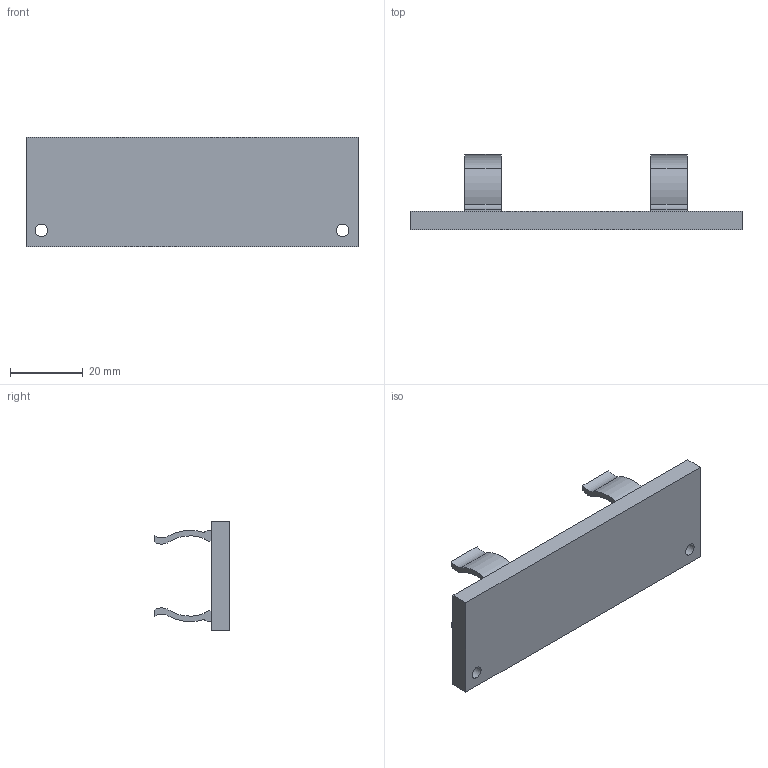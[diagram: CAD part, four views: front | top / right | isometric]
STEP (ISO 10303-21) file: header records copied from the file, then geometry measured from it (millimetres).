
FILE_DESCRIPTION(/* description */ (''),/* implementation_level */ '2;1');
FILE_NAME(/* name */ 'powerbank_mount_v1.stp',/* time_stamp */ '2024-02-01T23:50:02+01:00',/* author */ ('crow'),/* organization */ (''),/* preprocessor_version */ 'ST-DEVELOPER v19.2',/* originating_system */ 'Autodesk Inventor 2024',/* authorisation */ '');
FILE_SCHEMA (('AUTOMOTIVE_DESIGN { 1 0 10303 214 3 1 1 }'));
Length unit declared in the file: millimetre
Products named in the file (1): powerbank_mount
Bounding box: 91 x 20.64 x 30 mm (x, y, z)
Volume: 14619.2 mm3; surface area: 8210.8 mm2
Topology: 1 solids, 1 shells, 54 faces, 142 edges, 94 vertices
Faces by surface type: cylinder 26, plane 26, cone 2
Full cylindrical faces by diameter (mm): 3.4 x2
Entity records: 1735 total; most frequent: DIRECTION 306, CARTESIAN_POINT 291, ORIENTED_EDGE 284, EDGE_CURVE 142, AXIS2_PLACEMENT_3D 109, VERTEX_POINT 94, LINE 88, VECTOR 88
